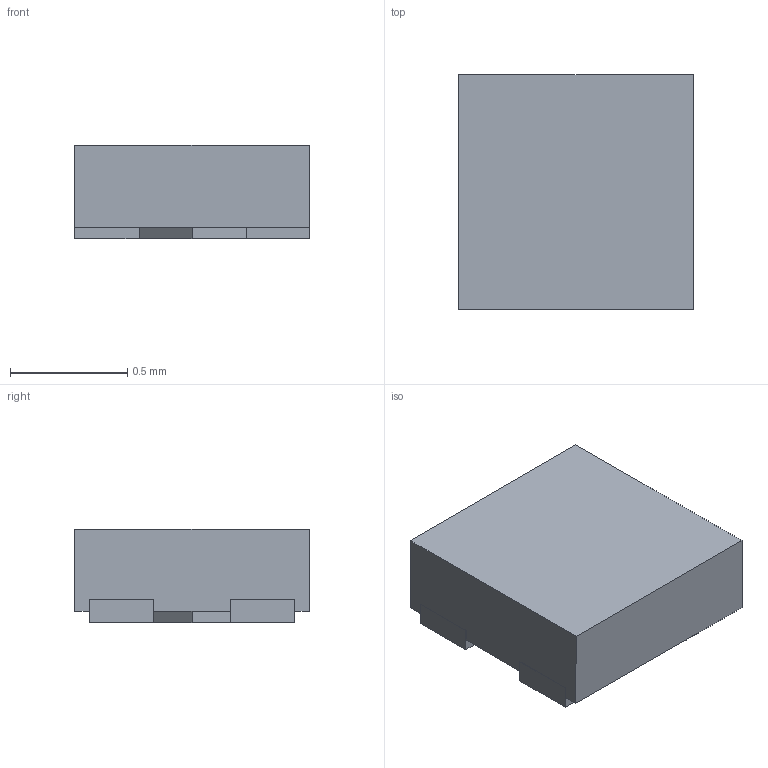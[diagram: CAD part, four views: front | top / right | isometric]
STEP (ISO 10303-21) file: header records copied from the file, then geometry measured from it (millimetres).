
FILE_DESCRIPTION(/* description */ (''),/* implementation_level */ '2;1');
FILE_NAME(/* name */ 'X2SON-DWP5 v2.step',/* time_stamp */ '2020-05-27T19:18:32+03:00',/* author */ (''),/* organization */ (''),/* preprocessor_version */ 'ST-DEVELOPER v18.1',/* originating_system */ 'Autodesk Translation Framework v9.3.0.1241',/* authorisation */ '');
FILE_SCHEMA (('AUTOMOTIVE_DESIGN { 1 0 10303 214 3 1 1 }'));
Length unit declared in the file: millimetre
Products named in the file (1): X2SON-DWP5
Bounding box: 1 x 1 x 0.4 mm (x, y, z)
Volume: 0.4 mm3; surface area: 3.7 mm2
Topology: 1 solids, 1 shells, 40 faces, 111 edges, 74 vertices
Faces by surface type: plane 39, cylinder 1
Entity records: 1336 total; most frequent: CARTESIAN_POINT 226, ORIENTED_EDGE 222, DIRECTION 195, EDGE_CURVE 111, LINE 109, VECTOR 109, VERTEX_POINT 74, AXIS2_PLACEMENT_3D 43
